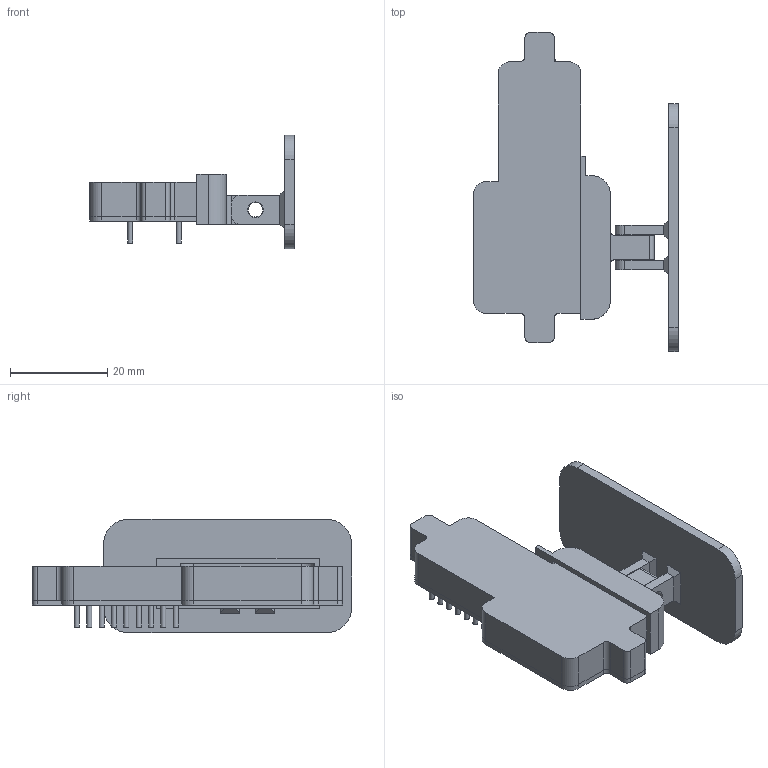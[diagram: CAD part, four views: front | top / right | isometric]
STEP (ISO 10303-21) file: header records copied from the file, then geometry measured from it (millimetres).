
FILE_DESCRIPTION(/* description */ (''),/* implementation_level */ '2;1');
FILE_NAME(/* name */ 'radar_case v24.step',/* time_stamp */ '2023-11-04T01:51:24+08:00',/* author */ (''),/* organization */ (''),/* preprocessor_version */ 'ST-DEVELOPER v20',/* originating_system */ 'Autodesk Translation Framework v12.14.0.127',/* authorisation */ '');
FILE_SCHEMA (('AUTOMOTIVE_DESIGN { 1 0 10303 214 3 1 1 }'));
Length unit declared in the file: millimetre
Products named in the file (12): radar_case; radar_3d_model; pcb; pin_header; pin_header_group; pin_header_group_1; master_pin_header; case_bot; case_top; pcb_stand; radar_interface; ground_interface
Assembly tree (27 placements, depth 5):
  radar_case
    radar_3d_model
      pcb
      pin_header
        master_pin_header
        pin_header_group
          master_pin_header  x8
        pin_header_group_1
          master_pin_header  x8
    case_bot
    case_top
    pcb_stand
      radar_interface
      ground_interface
Bounding box: 42.1 x 65.65 x 23.3 mm (x, y, z)
Volume: 8839.6 mm3; surface area: 14862 mm2
Topology: 22 solids, 22 shells, 369 faces, 829 edges, 550 vertices
Faces by surface type: plane 272, cylinder 95, cone 2
Full cylindrical faces by diameter (mm): 1.02 x34, 3 x1, 3.05 x2, 3.2 x2
Entity records: 6830 total; most frequent: DIRECTION 1167, CARTESIAN_POINT 1147, ORIENTED_EDGE 1082, EDGE_CURVE 541, LINE 411, VECTOR 411, AXIS2_PLACEMENT_3D 378, VERTEX_POINT 358
